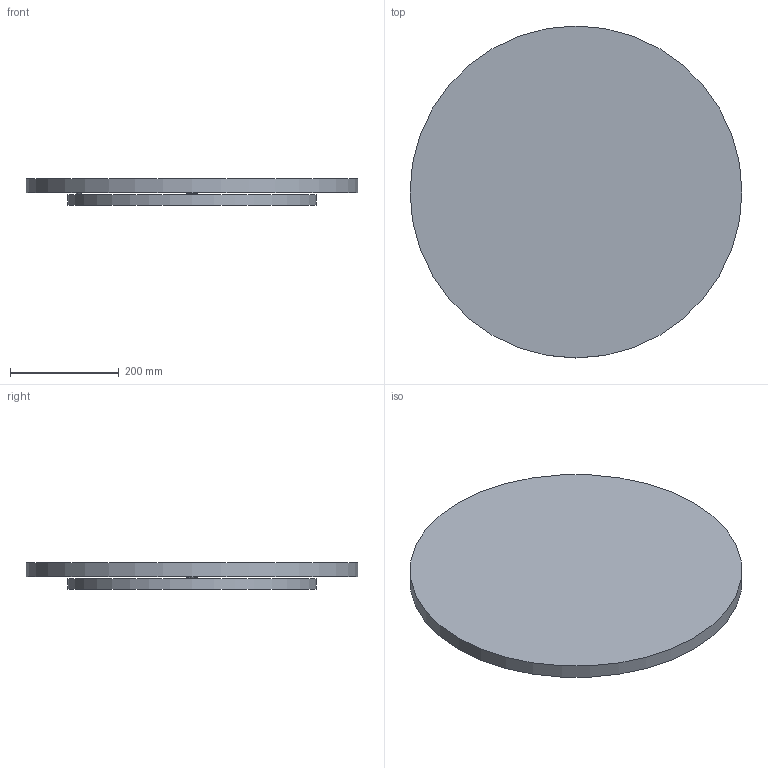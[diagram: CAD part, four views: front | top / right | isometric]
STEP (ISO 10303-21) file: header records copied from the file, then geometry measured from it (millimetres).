
FILE_DESCRIPTION(('FreeCAD Model'),'2;1');
FILE_NAME('Open CASCADE Shape Model','2022-06-16T13:19:46',(''),(''), 'Open CASCADE STEP processor 7.5','FreeCAD','Unknown');
FILE_SCHEMA(('AUTOMOTIVE_DESIGN { 1 0 10303 214 1 1 1 1 }'));
Length unit declared in the file: millimetre
Products named in the file (8): silent_susan_v5; silent susan top; 92053A130_High-Strength Steel Thin Hex Nuts--Grade 8; 91286A368_High-Strength Grade 8 Steel Hex Head Screw; 95615A220_Medium-Strength Steel Nylon-Insert Locknut; 98264A300_Zinc-Plated Steel Oversized Washer; base; bearing
Assembly tree (7 placements, depth 2):
  silent_susan_v5
    silent susan top
    92053A130_High-Strength Steel Thin Hex Nuts--Grade 8
    91286A368_High-Strength Grade 8 Steel Hex Head Screw
    95615A220_Medium-Strength Steel Nylon-Insert Locknut
    98264A300_Zinc-Plated Steel Oversized Washer
    base
    bearing
Bounding box: 609.6 x 609.6 x 48.27 mm (x, y, z)
Volume: 10314607.9 mm3; surface area: 1035219.4 mm2
Topology: 8 solids, 8 shells, 352 faces, 814 edges, 489 vertices
Faces by surface type: cylinder 149, plane 99, cone 91, bspline 6, torus 6, sphere 1
Full cylindrical faces by diameter (mm): 22.42 x1, 76.7 x1, 401.32 x1, 431.8 x1, 457.2 x1, 609.6 x1
Entity records: 42127 total; most frequent: CARTESIAN_POINT 26516, DIRECTION 2642, ORIENTED_EDGE 1622, PCURVE 1622, DEFINITIONAL_REPRESENTATION 1622, LINE 1372, VECTOR 1372, EDGE_CURVE 811
